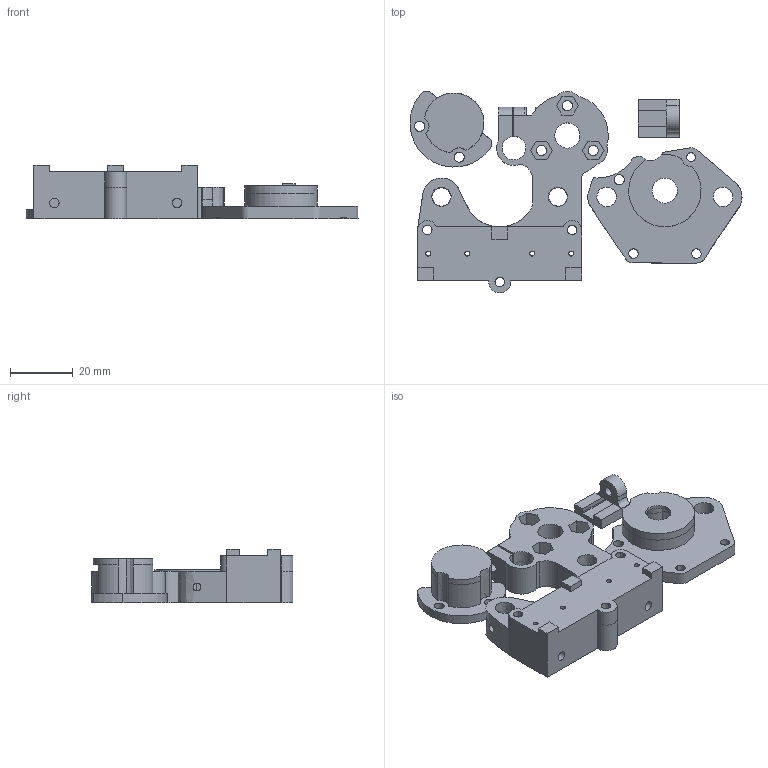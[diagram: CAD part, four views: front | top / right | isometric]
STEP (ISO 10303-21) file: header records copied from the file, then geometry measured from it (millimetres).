
FILE_DESCRIPTION(/* description */ (''),/* implementation_level */ '2;1');
FILE_NAME(/* name */ 'CARRIA~2',/* time_stamp */ '2021-02-06T19:50:00+01:00',/* author */ (''),/* organization */ (''),/* preprocessor_version */ 'ST-DEVELOPER v16.5',/* originating_system */ '',/* authorisation */ '');
FILE_SCHEMA (('AUTOMOTIVE_DESIGN'));
Length unit declared in the file: millimetre
Products named in the file (1): Document
Bounding box: 105.5 x 64.14 x 17 mm (x, y, z)
Volume: 29440.8 mm3; surface area: 17232.9 mm2
Topology: 4 solids, 4 shells, 315 faces, 831 edges, 537 vertices
Faces by surface type: bspline 208, plane 107
Entity records: 10678 total; most frequent: CARTESIAN_POINT 5898, ORIENTED_EDGE 1658, EDGE_CURVE 829, VERTEX_POINT 536, EDGE_LOOP 383, ADVANCED_FACE 314, FACE_OUTER_BOUND 314, B_SPLINE_CURVE_WITH_KNOTS 309
